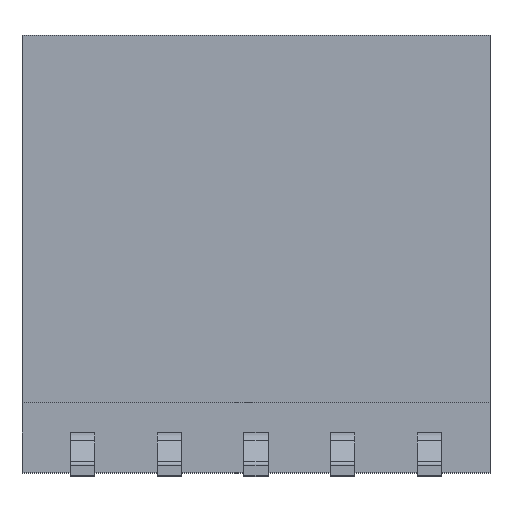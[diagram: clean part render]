
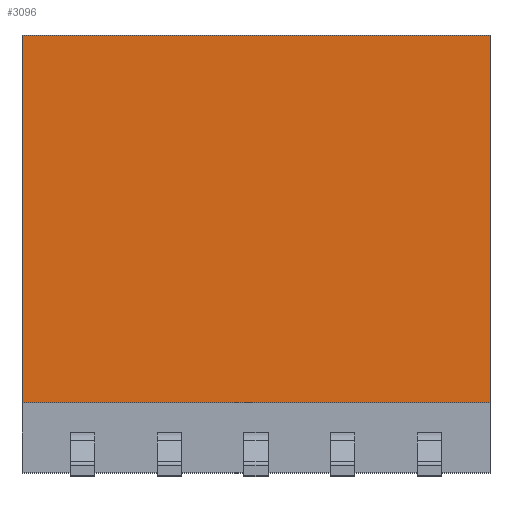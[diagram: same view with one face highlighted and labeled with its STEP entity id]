
A CAD part, top view. The second image highlights one B-rep face of the part: STEP entity #3096.
In plain terms, the highlighted planar face has unit normal (0, 0, 1).
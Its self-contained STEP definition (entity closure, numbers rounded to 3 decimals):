
#14 = DIRECTION ( 'NONE',  ( 0., -1., 0. ) ) ;
#306 = VECTOR ( 'NONE', #4609, 1000. ) ;
#327 = EDGE_CURVE ( 'NONE', #2244, #2696, #1349, .T. ) ;
#334 = EDGE_LOOP ( 'NONE', ( #3190, #2719, #3497, #2777 ) ) ;
#665 = EDGE_CURVE ( 'NONE', #2244, #1259, #2015, .T. ) ;
#707 = VERTEX_POINT ( 'NONE', #1947 ) ;
#918 = DIRECTION ( 'NONE',  ( -1., 0., 0. ) ) ;
#1167 = DIRECTION ( 'NONE',  ( 1., 0., 0. ) ) ;
#1259 = VERTEX_POINT ( 'NONE', #4470 ) ;
#1262 = VECTOR ( 'NONE', #3947, 1000. ) ;
#1349 = LINE ( 'NONE', #1885, #306 ) ;
#1460 = VECTOR ( 'NONE', #1167, 1000. ) ;
#1505 = LINE ( 'NONE', #3174, #1262 ) ;
#1885 = CARTESIAN_POINT ( 'NONE',  ( -6.75, 44.705, 6.9 ) ) ;
#1940 = LINE ( 'NONE', #2350, #4686 ) ;
#1947 = CARTESIAN_POINT ( 'NONE',  ( 6.75, 2.1, 6.9 ) ) ;
#2015 = LINE ( 'NONE', #2281, #1460 ) ;
#2028 = PLANE ( 'NONE',  #2263 ) ;
#2171 = CARTESIAN_POINT ( 'NONE',  ( -6.75, 12.7, 6.9 ) ) ;
#2244 = VERTEX_POINT ( 'NONE', #2171 ) ;
#2263 = AXIS2_PLACEMENT_3D ( 'NONE', #4518, #4945, #918 ) ;
#2281 = CARTESIAN_POINT ( 'NONE',  ( -6.75, 12.7, 6.9 ) ) ;
#2350 = CARTESIAN_POINT ( 'NONE',  ( 6.75, 44.705, 6.9 ) ) ;
#2696 = VERTEX_POINT ( 'NONE', #4825 ) ;
#2719 = ORIENTED_EDGE ( 'NONE', *, *, #327, .T. ) ;
#2777 = ORIENTED_EDGE ( 'NONE', *, *, #3151, .F. ) ;
#2980 = FACE_OUTER_BOUND ( 'NONE', #334, .T. ) ;
#3096 = ADVANCED_FACE ( 'NONE', ( #2980 ), #2028, .F. ) ;
#3151 = EDGE_CURVE ( 'NONE', #1259, #707, #1940, .T. ) ;
#3174 = CARTESIAN_POINT ( 'NONE',  ( -6.75, 2.1, 6.9 ) ) ;
#3190 = ORIENTED_EDGE ( 'NONE', *, *, #665, .F. ) ;
#3497 = ORIENTED_EDGE ( 'NONE', *, *, #3667, .T. ) ;
#3667 = EDGE_CURVE ( 'NONE', #2696, #707, #1505, .T. ) ;
#3947 = DIRECTION ( 'NONE',  ( 1., 0., 0. ) ) ;
#4470 = CARTESIAN_POINT ( 'NONE',  ( 6.75, 12.7, 6.9 ) ) ;
#4518 = CARTESIAN_POINT ( 'NONE',  ( -6.75, 44.705, 6.9 ) ) ;
#4609 = DIRECTION ( 'NONE',  ( 0., -1., 0. ) ) ;
#4686 = VECTOR ( 'NONE', #14, 1000. ) ;
#4825 = CARTESIAN_POINT ( 'NONE',  ( -6.75, 2.1, 6.9 ) ) ;
#4945 = DIRECTION ( 'NONE',  ( 0., 0., -1. ) ) ;
